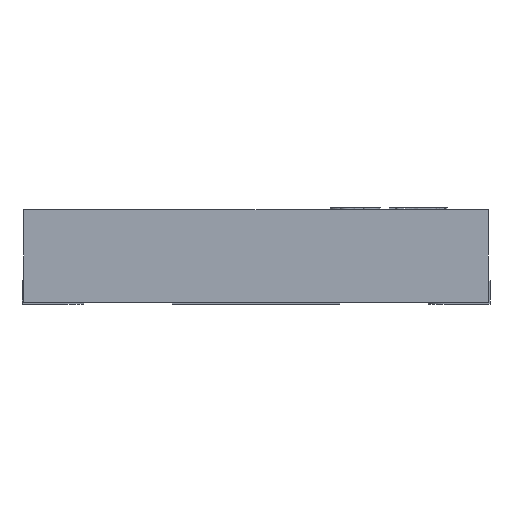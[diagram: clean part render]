
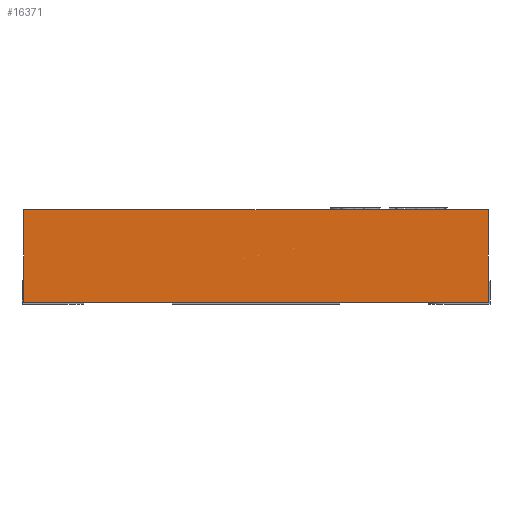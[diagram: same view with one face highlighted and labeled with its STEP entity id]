
A CAD part, front view. The second image highlights one B-rep face of the part: STEP entity #16371.
In plain terms, the highlighted planar face has unit normal (0, -1, 0).
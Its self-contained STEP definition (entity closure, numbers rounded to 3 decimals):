
#50 = EDGE_CURVE ( 'NONE', #8840, #8888, #11006, .T. ) ;
#803 = DIRECTION ( 'NONE',  ( 0., 0., 1. ) ) ;
#1122 = VERTEX_POINT ( 'NONE', #7295 ) ;
#1209 = VERTEX_POINT ( 'NONE', #8634 ) ;
#2422 = ORIENTED_EDGE ( 'NONE', *, *, #50, .T. ) ;
#3413 = ORIENTED_EDGE ( 'NONE', *, *, #7632, .T. ) ;
#3697 = CARTESIAN_POINT ( 'NONE',  ( -1.5, -1., 0.61 ) ) ;
#3855 = VECTOR ( 'NONE', #10462, 1000. ) ;
#4253 = PLANE ( 'NONE',  #9237 ) ;
#5695 = LINE ( 'NONE', #15944, #6922 ) ;
#5752 = CARTESIAN_POINT ( 'NONE',  ( -1.5, -1., 0.01 ) ) ;
#6922 = VECTOR ( 'NONE', #7033, 1000. ) ;
#7033 = DIRECTION ( 'NONE',  ( 0., 0., -1. ) ) ;
#7245 = EDGE_LOOP ( 'NONE', ( #2422, #15904, #11763, #3413 ) ) ;
#7295 = CARTESIAN_POINT ( 'NONE',  ( -1.5, -1., 0.61 ) ) ;
#7632 = EDGE_CURVE ( 'NONE', #1122, #8840, #5695, .T. ) ;
#8346 = CARTESIAN_POINT ( 'NONE',  ( -1.5, -1., 0.61 ) ) ;
#8501 = CARTESIAN_POINT ( 'NONE',  ( 1.5, -1., 0.61 ) ) ;
#8634 = CARTESIAN_POINT ( 'NONE',  ( 1.5, -1., 0.61 ) ) ;
#8840 = VERTEX_POINT ( 'NONE', #13146 ) ;
#8888 = VERTEX_POINT ( 'NONE', #10839 ) ;
#9237 = AXIS2_PLACEMENT_3D ( 'NONE', #8346, #13382, #803 ) ;
#10462 = DIRECTION ( 'NONE',  ( 1., 0., 0. ) ) ;
#10576 = EDGE_CURVE ( 'NONE', #1209, #8888, #12338, .T. ) ;
#10839 = CARTESIAN_POINT ( 'NONE',  ( 1.5, -1., 0.01 ) ) ;
#11006 = LINE ( 'NONE', #5752, #3855 ) ;
#11763 = ORIENTED_EDGE ( 'NONE', *, *, #14814, .F. ) ;
#12160 = VECTOR ( 'NONE', #16543, 1000. ) ;
#12338 = LINE ( 'NONE', #8501, #16258 ) ;
#13146 = CARTESIAN_POINT ( 'NONE',  ( -1.5, -1., 0.01 ) ) ;
#13382 = DIRECTION ( 'NONE',  ( 0., 1., 0. ) ) ;
#13629 = DIRECTION ( 'NONE',  ( 0., 0., -1. ) ) ;
#14814 = EDGE_CURVE ( 'NONE', #1122, #1209, #15216, .T. ) ;
#15216 = LINE ( 'NONE', #3697, #12160 ) ;
#15753 = FACE_OUTER_BOUND ( 'NONE', #7245, .T. ) ;
#15904 = ORIENTED_EDGE ( 'NONE', *, *, #10576, .F. ) ;
#15944 = CARTESIAN_POINT ( 'NONE',  ( -1.5, -1., 0.61 ) ) ;
#16258 = VECTOR ( 'NONE', #13629, 1000. ) ;
#16371 = ADVANCED_FACE ( 'NONE', ( #15753 ), #4253, .F. ) ;
#16543 = DIRECTION ( 'NONE',  ( 1., 0., 0. ) ) ;
